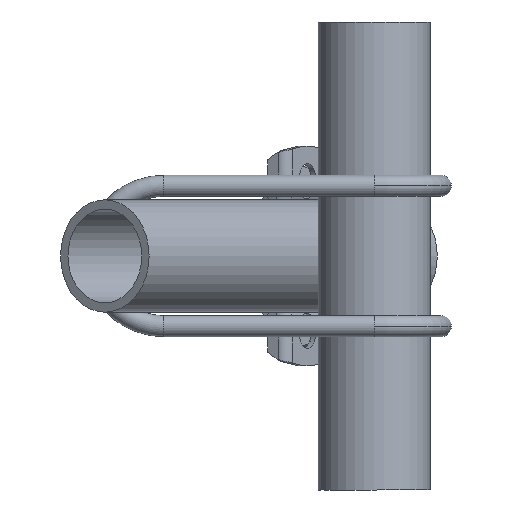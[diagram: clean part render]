
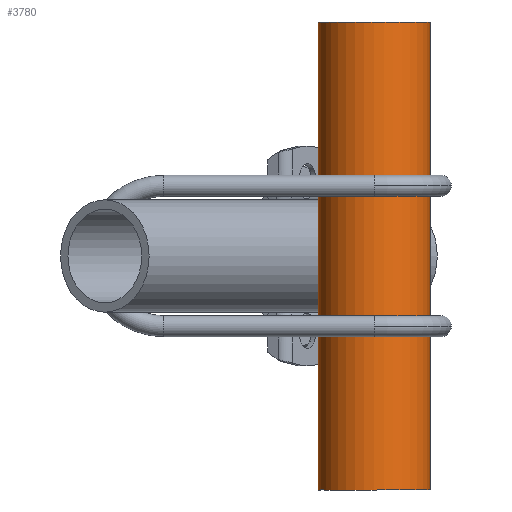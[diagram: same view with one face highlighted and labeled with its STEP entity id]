
A CAD part, front view. The second image highlights one B-rep face of the part: STEP entity #3780.
In plain terms, the highlighted cylindrical face has radius 24 mm (diameter 48 mm), a partial arc.
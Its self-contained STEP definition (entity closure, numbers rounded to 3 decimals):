
#45 = CARTESIAN_POINT ( 'NONE',  ( 0., 0., 100. ) ) ;
#346 = ORIENTED_EDGE ( 'NONE', *, *, #4906, .T. ) ;
#566 = CARTESIAN_POINT ( 'NONE',  ( -24., 0., 100. ) ) ;
#792 = DIRECTION ( 'NONE',  ( 0., 0., 1. ) ) ;
#832 = EDGE_LOOP ( 'NONE', ( #2718, #3365, #346, #4148 ) ) ;
#868 = CIRCLE ( 'NONE', #1995, 24. ) ;
#1183 = DIRECTION ( 'NONE',  ( -1., 0., 0. ) ) ;
#1245 = FACE_OUTER_BOUND ( 'NONE', #832, .T. ) ;
#1285 = VERTEX_POINT ( 'NONE', #2012 ) ;
#1309 = CIRCLE ( 'NONE', #4871, 24. ) ;
#1813 = DIRECTION ( 'NONE',  ( 0., 0., 1. ) ) ;
#1912 = DIRECTION ( 'NONE',  ( 1., 0., 0. ) ) ;
#1979 = DIRECTION ( 'NONE',  ( 0., 0., -1. ) ) ;
#1995 = AXIS2_PLACEMENT_3D ( 'NONE', #2555, #1813, #2940 ) ;
#2012 = CARTESIAN_POINT ( 'NONE',  ( -24., 0., 100. ) ) ;
#2164 = AXIS2_PLACEMENT_3D ( 'NONE', #45, #2703, #1183 ) ;
#2404 = CARTESIAN_POINT ( 'NONE',  ( -24., 0., -100. ) ) ;
#2492 = CARTESIAN_POINT ( 'NONE',  ( 24., 0., 100. ) ) ;
#2555 = CARTESIAN_POINT ( 'NONE',  ( 0., 0., 100. ) ) ;
#2635 = VECTOR ( 'NONE', #1979, 1000. ) ;
#2703 = DIRECTION ( 'NONE',  ( 0., 0., -1. ) ) ;
#2718 = ORIENTED_EDGE ( 'NONE', *, *, #2818, .F. ) ;
#2818 = EDGE_CURVE ( 'NONE', #4912, #3749, #3111, .T. ) ;
#2940 = DIRECTION ( 'NONE',  ( 1., 0., 0. ) ) ;
#3111 = LINE ( 'NONE', #3912, #2635 ) ;
#3169 = VERTEX_POINT ( 'NONE', #2404 ) ;
#3242 = DIRECTION ( 'NONE',  ( 0., 0., -1. ) ) ;
#3275 = VECTOR ( 'NONE', #3242, 1000. ) ;
#3365 = ORIENTED_EDGE ( 'NONE', *, *, #3549, .F. ) ;
#3549 = EDGE_CURVE ( 'NONE', #1285, #4912, #868, .T. ) ;
#3749 = VERTEX_POINT ( 'NONE', #4202 ) ;
#3756 = EDGE_CURVE ( 'NONE', #3169, #3749, #1309, .T. ) ;
#3780 = ADVANCED_FACE ( 'NONE', ( #1245 ), #4767, .T. ) ;
#3860 = CARTESIAN_POINT ( 'NONE',  ( 0., 0., -100. ) ) ;
#3912 = CARTESIAN_POINT ( 'NONE',  ( 24., 0., 100. ) ) ;
#4148 = ORIENTED_EDGE ( 'NONE', *, *, #3756, .T. ) ;
#4202 = CARTESIAN_POINT ( 'NONE',  ( 24., 0., -100. ) ) ;
#4289 = LINE ( 'NONE', #566, #3275 ) ;
#4767 = CYLINDRICAL_SURFACE ( 'NONE', #2164, 24. ) ;
#4871 = AXIS2_PLACEMENT_3D ( 'NONE', #3860, #792, #1912 ) ;
#4906 = EDGE_CURVE ( 'NONE', #1285, #3169, #4289, .T. ) ;
#4912 = VERTEX_POINT ( 'NONE', #2492 ) ;
